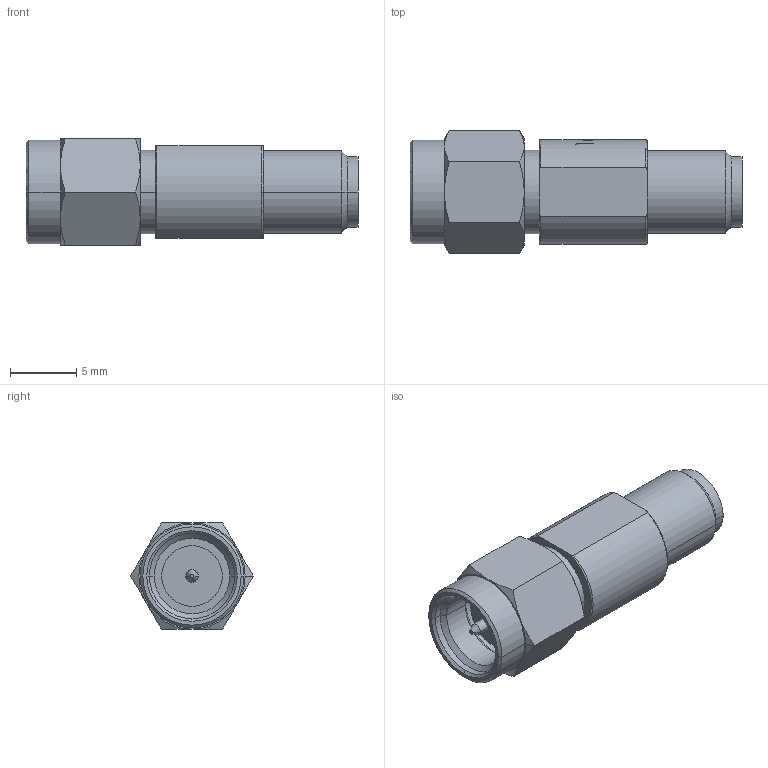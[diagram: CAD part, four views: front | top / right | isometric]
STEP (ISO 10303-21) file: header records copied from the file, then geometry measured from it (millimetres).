
FILE_DESCRIPTION (( 'STEP AP214' ), '1' );
FILE_NAME ('FMAD1684_3D.step', '2023-03-13T20:47:27', ( '' ), ( '' ), 'SwSTEP 2.0', 'SolidWorks 2022', '' );
FILE_SCHEMA (( 'AUTOMOTIVE_DESIGN' ));
Length unit declared in the file: inch
Products named in the file (4): TH-35-MF-26G-3.stp; ADS-185-3-185-8-10.stp; TH-35-MF-26G-2.stp; FMAD1684_3D
Assembly tree (3 placements, depth 2):
  FMAD1684_3D
    ADS-185-3-185-8-10.stp
    TH-35-MF-26G-2.stp
    TH-35-MF-26G-3.stp
Bounding box: 25 x 9.24 x 8 mm (x, y, z)
Volume: 973.9 mm3; surface area: 1270.8 mm2
Topology: 3 solids, 3 shells, 145 faces, 334 edges, 210 vertices
Faces by surface type: bspline 45, cylinder 37, cone 33, plane 24, torus 6
Entity records: 6730 total; most frequent: CARTESIAN_POINT 3674, ORIENTED_EDGE 668, DIRECTION 466, EDGE_CURVE 334, VERTEX_POINT 210, AXIS2_PLACEMENT_3D 202, B_SPLINE_CURVE_WITH_KNOTS 176, EDGE_LOOP 162
